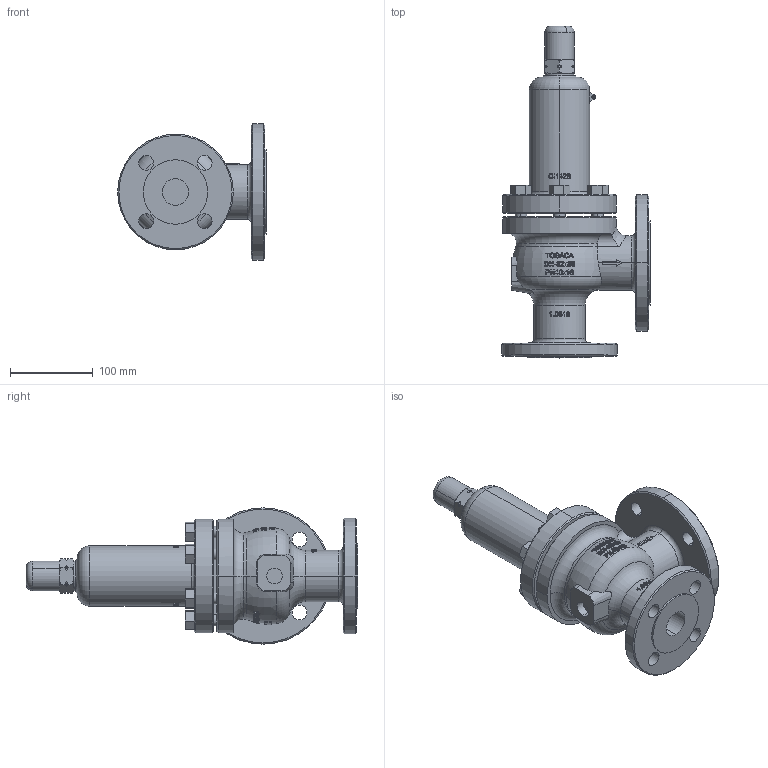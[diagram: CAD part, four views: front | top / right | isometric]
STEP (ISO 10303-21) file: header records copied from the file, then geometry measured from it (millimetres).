
FILE_DESCRIPTION (( 'STEP AP203' ), '1' );
FILE_NAME ('S1400 32x50.STEP', '2018-08-23T08:25:59', ( '' ), ( '' ), 'SwSTEP 2.0', 'SolidWorks 2018', '' );
FILE_SCHEMA (( 'CONFIG_CONTROL_DESIGN' ));
Length unit declared in the file: millimetre
Products named in the file (5): body 1400 32x50; Rosca S1400 40X65, 80X125; cap 1400 40x65; S1400 32x50; bonnet 1400 40x65
Assembly tree (9 placements, depth 2):
  S1400 32x50
    body 1400 32x50
    bonnet 1400 40x65
    Rosca S1400 40X65, 80X125  x6
    cap 1400 40x65
Bounding box: 180 x 402 x 165 mm (x, y, z)
Volume: 2840777.8 mm3; surface area: 267431.6 mm2
Topology: 9 solids, 9 shells, 906 faces, 2342 edges, 1546 vertices
Faces by surface type: plane 395, bspline 288, cylinder 104, torus 83, cone 36
Entity records: 43642 total; most frequent: CARTESIAN_POINT 24350, ORIENTED_EDGE 4444, DIRECTION 2872, EDGE_CURVE 2222, VERTEX_POINT 1466, AXIS2_PLACEMENT_3D 1043, EDGE_LOOP 968, B_SPLINE_CURVE_WITH_KNOTS 915
